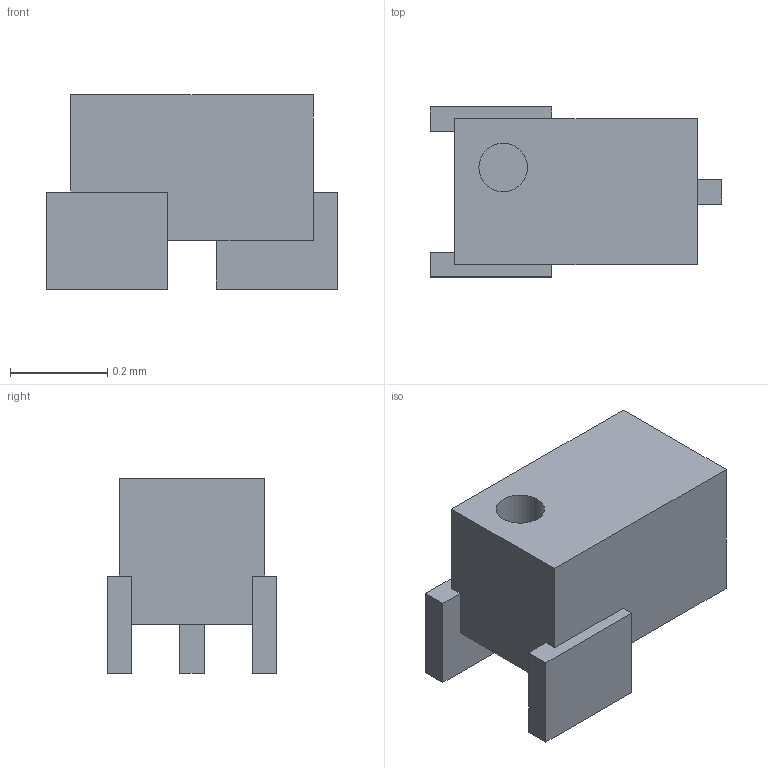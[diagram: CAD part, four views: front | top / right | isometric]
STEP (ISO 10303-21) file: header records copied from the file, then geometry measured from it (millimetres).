
FILE_DESCRIPTION(/* description */ ('model of ROHM_DFN0604-3'),/* implementation_level */ '2;1');
FILE_NAME(/* name */ 'ROHM_DFN0604-3.step',/* time_stamp */ '2018-11-02T19:05:42',/* author */ ('kicad StepUp','ksu'),/* organization */ ('FreeCAD'),/* preprocessor_version */ 'OCC',/* originating_system */ 'kicad StepUp',/* authorisation */ '');
FILE_SCHEMA(('AUTOMOTIVE_DESIGN { 1 0 10303 214 1 1 1 1 }'));
Length unit declared in the file: millimetre
Products named in the file (1): ROHM_DFN0604_3
Bounding box: 0.6 x 0.35 x 0.4 mm (x, y, z)
Volume: 0 mm3; surface area: 1.1 mm2
Topology: 1 solids, 1 shells, 26 faces, 69 edges, 46 vertices
Faces by surface type: plane 25, cylinder 1
Full cylindrical faces by diameter (mm): 0.1 x1
Entity records: 602 total; most frequent: ORIENTED_EDGE 114, CARTESIAN_POINT 79, EDGE_CURVE 69, LINE 66, VERTEX_POINT 46, AXIS2_PLACEMENT_3D 28, FACE_BOUND 27, EDGE_LOOP 27
